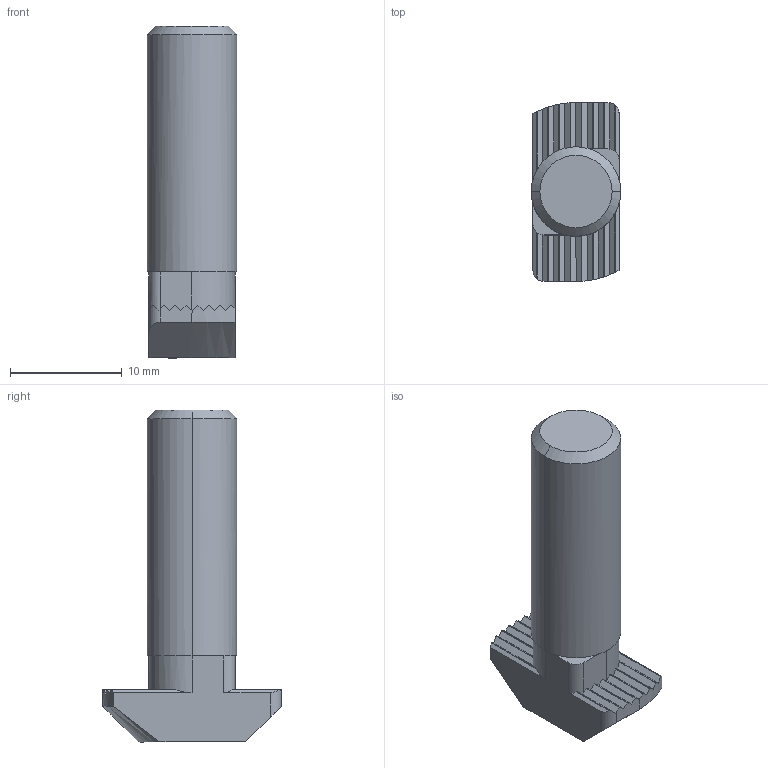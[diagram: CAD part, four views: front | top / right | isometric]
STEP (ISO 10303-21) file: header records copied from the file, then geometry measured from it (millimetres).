
FILE_DESCRIPTION (( 'STEP AP203' ), '1' );
FILE_NAME ('282300502_c_1.STEP', '2022-12-16T05:48:56', ( '' ), ( '' ), 'SwSTEP 2.0', 'SolidWorks 2014', '' );
FILE_SCHEMA (( 'CONFIG_CONTROL_DESIGN' ));
Length unit declared in the file: millimetre
Products named in the file (1): 282300502_c_1
Bounding box: 8 x 16 x 29.7 mm (x, y, z)
Volume: 1728 mm3; surface area: 1042 mm2
Topology: 1 solids, 1 shells, 74 faces, 207 edges, 135 vertices
Faces by surface type: plane 44, cylinder 26, cone 2, bspline 2
Entity records: 2700 total; most frequent: CARTESIAN_POINT 888, ORIENTED_EDGE 414, DIRECTION 306, EDGE_CURVE 207, VERTEX_POINT 135, LINE 108, VECTOR 108, AXIS2_PLACEMENT_3D 99
